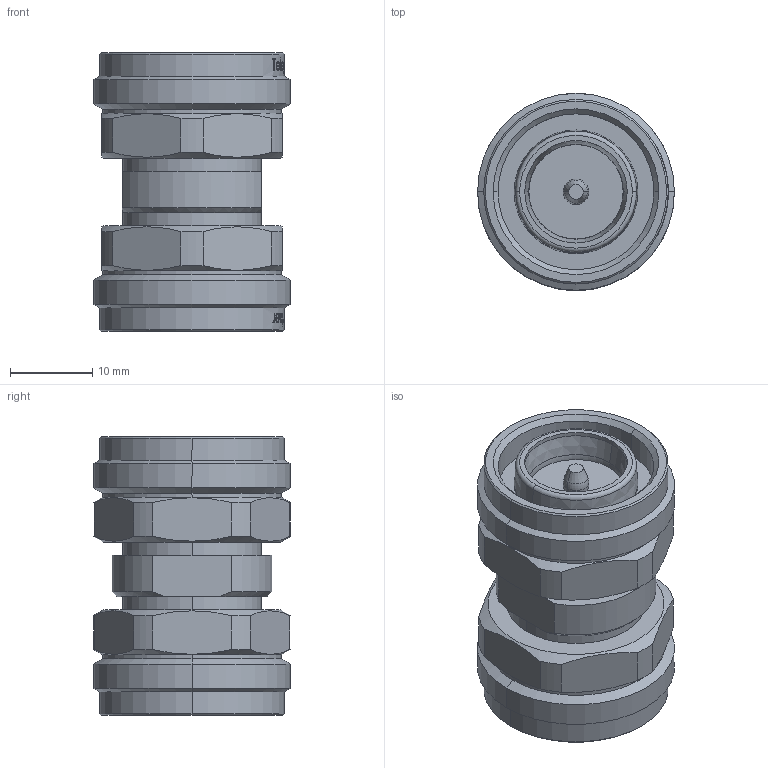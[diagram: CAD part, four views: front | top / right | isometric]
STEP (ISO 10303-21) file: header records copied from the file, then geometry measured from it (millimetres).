
FILE_DESCRIPTION (( 'STEP AP214' ), '1' );
FILE_NAME ('J01442C0000.STEP', '2018-11-14T15:02:31', ( '' ), ( '' ), 'SwSTEP 2.0', 'SolidWorks 2017', '' );
FILE_SCHEMA (( 'AUTOMOTIVE_DESIGN' ));
Length unit declared in the file: millimetre
Products named in the file (1): J01442C0000
Bounding box: 24 x 24 x 34 mm (x, y, z)
Volume: 11215.5 mm3; surface area: 4768.9 mm2
Topology: 1 solids, 1 shells, 448 faces, 1152 edges, 748 vertices
Faces by surface type: bspline 166, plane 142, cylinder 86, cone 42, torus 12
Entity records: 31526 total; most frequent: CARTESIAN_POINT 17139, ORIENTED_EDGE 2304, DIRECTION 1398, EDGE_CURVE 1152, VERTEX_POINT 748, B_SPLINE_CURVE_WITH_KNOTS 578, AXIS2_PLACEMENT_3D 541, EDGE_LOOP 490
